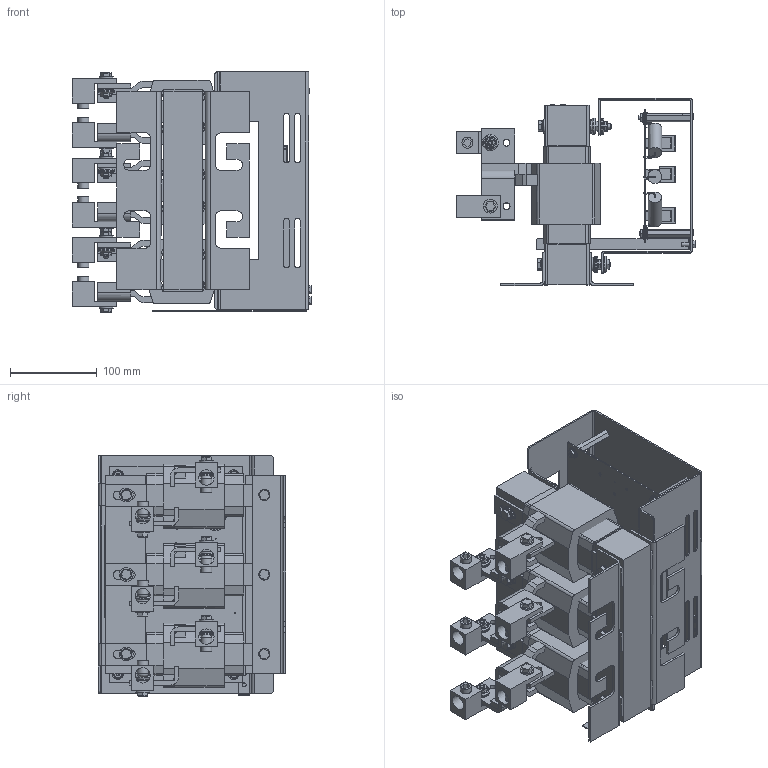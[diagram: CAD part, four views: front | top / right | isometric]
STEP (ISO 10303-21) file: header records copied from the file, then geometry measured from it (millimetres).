
FILE_DESCRIPTION(/* description */ ('V1k assembly'),/* implementation_level */ '2;1');
FILE_NAME(/* name */ 'V1K160A00.stp',/* time_stamp */ '2022-02-28T08:52:34-06:00',/* author */ ('jnelson'),/* organization */ (''),/* preprocessor_version */ 'ST-DEVELOPER v17',/* originating_system */ 'Autodesk Inventor 2019',/* authorisation */ '');
FILE_SCHEMA (('AUTOMOTIVE_DESIGN { 1 0 10303 214 3 1 1 }'));
Length unit declared in the file: inch
Products named in the file (36): V1K160A00; KDRI1R-With 14927 Lugs; 24262; 23412-1.75; 14927; 1502; 24979-25029; 23526-20852; 24979 COIL; 25029; 4222; 1505-1763-4495 ASSEMBLY; 1763-4495 ASSEMBLY; 4495; 30097- LARGE  BLANK  (REACTOR); 1505 & 1763; 1745 and 1763; 1745; 1763; 25285-1-Assembly; 25285-1; 25285-1_1; pem stud 8-32, .50; 30576-1; 25346; 25012; 25011 BRD; 25012-1 DECAL; 25011 long RESISTOR; 25011 short RESISTOR; capacitor 2.15 MTG; 1967; 1496; 25441; 28038-BLANK; 1505
Assembly tree (105 placements, depth 4):
  V1K160A00
    KDRI1R-With 14927 Lugs
      24262  x2
      23412-1.75  x2
      24979-25029  x3
        23526-20852
        24979 COIL
        25029
      14927  x6
      1502  x4
      4222  x2
      4495  x3
      1505-1763-4495 ASSEMBLY  x6
        4495
        1763
        1505
      1763-4495 ASSEMBLY  x3
        4495
        1763
      30097- LARGE  BLANK  (REACTOR)
      1505 & 1763  x6
        1763
        1505
      1745 and 1763  x6
        1745
        1763
    1505  x2
    25285-1-Assembly
      25285-1
        25285-1_1
        pem stud 8-32, .50  x4
      pem stud 8-32, .50  x4
      30576-1
      25346  x4
      25012
        25011 BRD
        25012-1 DECAL
        25011 long RESISTOR  x3
        25011 short RESISTOR  x3
        capacitor 2.15 MTG  x3
      1967  x8
      1496  x4
      25441  x2
      28038-BLANK
      1505  x2
Bounding box: 275.24 x 215.27 x 276.37 mm (x, y, z)
Volume: 3237561.5 mm3; surface area: 991216.1 mm2
Topology: 124 solids, 124 shells, 3100 faces, 7602 edges, 5049 vertices
Faces by surface type: plane 1827, cylinder 937, bspline 160, cone 96, torus 56, sphere 24
Full cylindrical faces by diameter (mm): 0.762 x12, 1.159 x12, 1.524 x24, 3.175 x6, 3.454 x4, 4.166 x28, 4.318 x5, 4.597 x2, 4.775 x8, 4.978 x2, 5.117 x8, 5.588 x8, 6.147 x12, 6.35 x28, 7.137 x21, 7.62 x12, 7.874 x12, 8.334 x6, 8.738 x6, 9.652 x6, 12.7 x32, 15.875 x24, 17.65 x6, 18.491 x16
Entity records: 44699 total; most frequent: CARTESIAN_POINT 10089, ORIENTED_EDGE 6832, DIRECTION 6485, EDGE_CURVE 3416, LINE 2317, VECTOR 2317, VERTEX_POINT 2221, AXIS2_PLACEMENT_3D 2084
